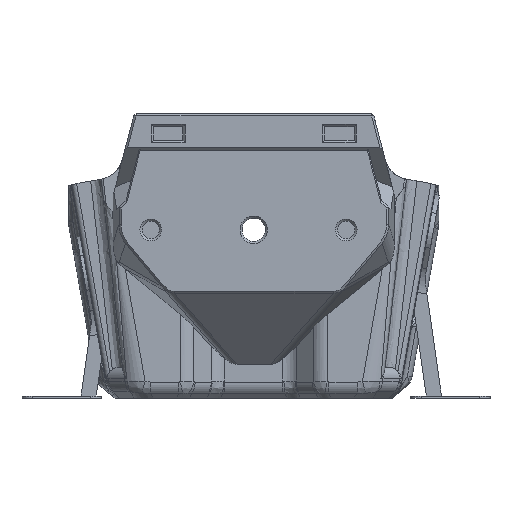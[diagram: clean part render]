
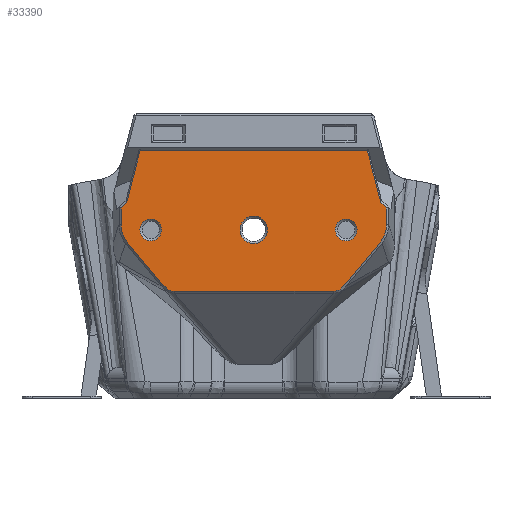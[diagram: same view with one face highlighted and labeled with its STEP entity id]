
A CAD part, front view. The second image highlights one B-rep face of the part: STEP entity #33390.
In plain terms, the highlighted planar face has unit normal (0, -1, 0).
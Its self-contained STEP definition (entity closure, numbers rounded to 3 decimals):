
#1422=B_SPLINE_CURVE_WITH_KNOTS('',3,(#59753,#59754,#59755,#59756),
 .UNSPECIFIED.,.F.,.F.,(4,4),(0.,0.001),
 .UNSPECIFIED.);
#1428=B_SPLINE_CURVE_WITH_KNOTS('',3,(#59813,#59814,#59815,#59816),
 .UNSPECIFIED.,.F.,.F.,(4,4),(0.,0.002),.UNSPECIFIED.);
#1433=B_SPLINE_CURVE_WITH_KNOTS('',3,(#59864,#59865,#59866,#59867),
 .UNSPECIFIED.,.F.,.F.,(4,4),(0.017,0.02),
 .UNSPECIFIED.);
#1437=B_SPLINE_CURVE_WITH_KNOTS('',3,(#59944,#59945,#59946,#59947),
 .UNSPECIFIED.,.F.,.F.,(4,4),(0.,0.001),
 .UNSPECIFIED.);
#1441=B_SPLINE_CURVE_WITH_KNOTS('',3,(#59987,#59988,#59989,#59990),
 .UNSPECIFIED.,.F.,.F.,(4,4),(0.,0.002),.UNSPECIFIED.);
#1446=B_SPLINE_CURVE_WITH_KNOTS('',3,(#60039,#60040,#60041,#60042),
 .UNSPECIFIED.,.F.,.F.,(4,4),(0.,0.004),.UNSPECIFIED.);
#2267=CIRCLE('',#36149,2.6);
#2268=CIRCLE('',#36180,2.05);
#2269=CIRCLE('',#36181,2.05);
#9868=ORIENTED_EDGE('',*,*,#16475,.T.);
#9869=ORIENTED_EDGE('',*,*,#16476,.T.);
#9870=ORIENTED_EDGE('',*,*,#16386,.T.);
#9871=ORIENTED_EDGE('',*,*,#16477,.T.);
#9872=ORIENTED_EDGE('',*,*,#13072,.T.);
#9873=ORIENTED_EDGE('',*,*,#16478,.F.);
#9874=ORIENTED_EDGE('',*,*,#16452,.F.);
#9875=ORIENTED_EDGE('',*,*,#16449,.T.);
#9876=ORIENTED_EDGE('',*,*,#16446,.F.);
#9877=ORIENTED_EDGE('',*,*,#16443,.F.);
#9878=ORIENTED_EDGE('',*,*,#16439,.F.);
#9879=ORIENTED_EDGE('',*,*,#16435,.F.);
#9880=ORIENTED_EDGE('',*,*,#16468,.F.);
#9881=ORIENTED_EDGE('',*,*,#16400,.T.);
#9882=ORIENTED_EDGE('',*,*,#16406,.T.);
#9883=ORIENTED_EDGE('',*,*,#16410,.T.);
#9884=ORIENTED_EDGE('',*,*,#16413,.T.);
#9885=ORIENTED_EDGE('',*,*,#16416,.F.);
#9886=ORIENTED_EDGE('',*,*,#16419,.T.);
#13072=EDGE_CURVE('',#18046,#18045,#21198,.T.);
#16386=EDGE_CURVE('',#20137,#20137,#2267,.F.);
#16400=EDGE_CURVE('',#20149,#20148,#1422,.T.);
#16406=EDGE_CURVE('',#20148,#20154,#1428,.T.);
#16410=EDGE_CURVE('',#20154,#20156,#23021,.T.);
#16413=EDGE_CURVE('',#20156,#20158,#1433,.T.);
#16416=EDGE_CURVE('',#20160,#20158,#23024,.F.);
#16419=EDGE_CURVE('',#20160,#20162,#23027,.T.);
#16435=EDGE_CURVE('',#20171,#20172,#1437,.T.);
#16439=EDGE_CURVE('',#20172,#20175,#1441,.T.);
#16443=EDGE_CURVE('',#20175,#20178,#23039,.T.);
#16446=EDGE_CURVE('',#20178,#20180,#1446,.T.);
#16449=EDGE_CURVE('',#20182,#20180,#23041,.F.);
#16452=EDGE_CURVE('',#20182,#20184,#23044,.T.);
#16468=EDGE_CURVE('',#20149,#20171,#23057,.T.);
#16475=EDGE_CURVE('',#20192,#20192,#2268,.T.);
#16476=EDGE_CURVE('',#20193,#20193,#2269,.T.);
#16477=EDGE_CURVE('',#20162,#18046,#23064,.T.);
#16478=EDGE_CURVE('',#20184,#18045,#23065,.T.);
#18045=VERTEX_POINT('',#45939);
#18046=VERTEX_POINT('',#45941);
#20137=VERTEX_POINT('',#59662);
#20148=VERTEX_POINT('',#59752);
#20149=VERTEX_POINT('',#59757);
#20154=VERTEX_POINT('',#59812);
#20156=VERTEX_POINT('',#59828);
#20158=VERTEX_POINT('',#59863);
#20160=VERTEX_POINT('',#59872);
#20162=VERTEX_POINT('',#59878);
#20171=VERTEX_POINT('',#59943);
#20172=VERTEX_POINT('',#59948);
#20175=VERTEX_POINT('',#59991);
#20178=VERTEX_POINT('',#60005);
#20180=VERTEX_POINT('',#60043);
#20182=VERTEX_POINT('',#60052);
#20184=VERTEX_POINT('',#60058);
#20192=VERTEX_POINT('',#60103);
#20193=VERTEX_POINT('',#60105);
#21198=LINE('',#45940,#24147);
#23021=LINE('',#59829,#25970);
#23024=LINE('',#59873,#25973);
#23027=LINE('',#59879,#25976);
#23039=LINE('',#60004,#25988);
#23041=LINE('',#60051,#25990);
#23044=LINE('',#60057,#25993);
#23057=LINE('',#60089,#26006);
#23064=LINE('',#60106,#26013);
#23065=LINE('',#60107,#26014);
#24147=VECTOR('',#37220,1000.);
#25970=VECTOR('',#42905,1000.);
#25973=VECTOR('',#42910,1000.);
#25976=VECTOR('',#42915,1000.);
#25988=VECTOR('',#42943,1000.);
#25990=VECTOR('',#42947,1000.);
#25993=VECTOR('',#42952,1000.);
#26006=VECTOR('',#42981,1000.);
#26013=VECTOR('',#43002,1000.);
#26014=VECTOR('',#43003,1000.);
#28347=EDGE_LOOP('',(#9868));
#28348=EDGE_LOOP('',(#9869));
#28349=EDGE_LOOP('',(#9870));
#28350=EDGE_LOOP('',(#9871,#9872,#9873,#9874,#9875,#9876,#9877,#9878,#9879,
#9880,#9881,#9882,#9883,#9884,#9885,#9886));
#30379=FACE_BOUND('',#28347,.T.);
#30380=FACE_BOUND('',#28348,.T.);
#30381=FACE_BOUND('',#28349,.T.);
#30382=FACE_BOUND('',#28350,.T.);
#31654=PLANE('',#36179);
#33390=ADVANCED_FACE('',(#30379,#30380,#30381,#30382),#31654,.T.);
#36149=AXIS2_PLACEMENT_3D('',#59661,#42888,#42889);
#36179=AXIS2_PLACEMENT_3D('',#60101,#42996,#42997);
#36180=AXIS2_PLACEMENT_3D('',#60102,#42998,#42999);
#36181=AXIS2_PLACEMENT_3D('',#60104,#43000,#43001);
#37220=DIRECTION('',(-1.,0.,0.));
#42888=DIRECTION('',(0.,-1.,0.));
#42889=DIRECTION('',(0.,0.,-1.));
#42905=DIRECTION('',(0.643,0.,0.766));
#42910=DIRECTION('',(0.,0.,1.));
#42915=DIRECTION('',(-0.714,0.,0.7));
#42943=DIRECTION('',(-0.643,0.,0.766));
#42947=DIRECTION('',(0.,0.,1.));
#42952=DIRECTION('',(0.714,0.,0.7));
#42981=DIRECTION('',(-1.,0.,0.));
#42996=DIRECTION('',(0.,-1.,0.));
#42997=DIRECTION('',(1.,0.,0.));
#42998=DIRECTION('',(0.,1.,0.));
#42999=DIRECTION('',(0.,0.,1.));
#43000=DIRECTION('',(0.,1.,0.));
#43001=DIRECTION('',(0.,0.,1.));
#43002=DIRECTION('',(-0.25,0.,0.968));
#43003=DIRECTION('',(0.25,0.,0.968));
#45939=CARTESIAN_POINT('',(-21.524,-30.914,46.796));
#45940=CARTESIAN_POINT('',(21.765,-30.914,46.796));
#45941=CARTESIAN_POINT('',(21.524,-30.914,46.796));
#59661=CARTESIAN_POINT('',(0.,-30.914,31.85));
#59662=CARTESIAN_POINT('',(0.,-30.914,29.25));
#59752=CARTESIAN_POINT('',(16.377,-30.914,20.624));
#59753=CARTESIAN_POINT('',(15.042,-30.914,20.209));
#59754=CARTESIAN_POINT('',(15.517,-30.914,20.209));
#59755=CARTESIAN_POINT('',(15.969,-30.914,20.384));
#59756=CARTESIAN_POINT('',(16.377,-30.914,20.624));
#59757=CARTESIAN_POINT('',(15.042,-30.914,20.209));
#59812=CARTESIAN_POINT('',(17.431,-30.914,21.735));
#59813=CARTESIAN_POINT('',(16.377,-30.914,20.624));
#59814=CARTESIAN_POINT('',(16.749,-30.914,20.974));
#59815=CARTESIAN_POINT('',(17.102,-30.914,21.344));
#59816=CARTESIAN_POINT('',(17.431,-30.914,21.735));
#59828=CARTESIAN_POINT('',(23.973,-30.914,29.532));
#59829=CARTESIAN_POINT('',(15.763,-30.914,19.748));
#59863=CARTESIAN_POINT('',(25.107,-30.914,32.789));
#59864=CARTESIAN_POINT('',(23.973,-30.914,29.532));
#59865=CARTESIAN_POINT('',(24.733,-30.914,30.439));
#59866=CARTESIAN_POINT('',(25.107,-30.914,31.616));
#59867=CARTESIAN_POINT('',(25.107,-30.914,32.789));
#59872=CARTESIAN_POINT('',(25.107,-30.914,35.993));
#59873=CARTESIAN_POINT('',(25.107,-30.914,32.976));
#59878=CARTESIAN_POINT('',(24.05,-30.914,37.028));
#59879=CARTESIAN_POINT('',(13.808,-30.914,47.065));
#59943=CARTESIAN_POINT('',(-15.042,-30.914,20.209));
#59944=CARTESIAN_POINT('',(-15.042,-30.914,20.209));
#59945=CARTESIAN_POINT('',(-15.517,-30.914,20.209));
#59946=CARTESIAN_POINT('',(-15.969,-30.914,20.384));
#59947=CARTESIAN_POINT('',(-16.377,-30.914,20.624));
#59948=CARTESIAN_POINT('',(-16.377,-30.914,20.624));
#59987=CARTESIAN_POINT('',(-16.377,-30.914,20.624));
#59988=CARTESIAN_POINT('',(-16.749,-30.914,20.974));
#59989=CARTESIAN_POINT('',(-17.102,-30.914,21.344));
#59990=CARTESIAN_POINT('',(-17.431,-30.914,21.735));
#59991=CARTESIAN_POINT('',(-17.431,-30.914,21.735));
#60004=CARTESIAN_POINT('',(-15.763,-30.914,19.748));
#60005=CARTESIAN_POINT('',(-23.973,-30.914,29.532));
#60039=CARTESIAN_POINT('',(-23.973,-30.914,29.532));
#60040=CARTESIAN_POINT('',(-24.732,-30.914,30.438));
#60041=CARTESIAN_POINT('',(-25.107,-30.914,31.609));
#60042=CARTESIAN_POINT('',(-25.107,-30.914,32.789));
#60043=CARTESIAN_POINT('',(-25.107,-30.914,32.789));
#60051=CARTESIAN_POINT('',(-25.107,-30.914,32.976));
#60052=CARTESIAN_POINT('',(-25.107,-30.914,35.993));
#60057=CARTESIAN_POINT('',(-13.808,-30.914,47.065));
#60058=CARTESIAN_POINT('',(-24.05,-30.914,37.028));
#60089=CARTESIAN_POINT('',(0.,-30.914,20.209));
#60101=CARTESIAN_POINT('',(0.,-30.914,33.146));
#60102=CARTESIAN_POINT('',(17.499,-30.914,31.853));
#60103=CARTESIAN_POINT('',(17.499,-30.914,33.903));
#60104=CARTESIAN_POINT('',(-19.501,-30.914,31.853));
#60105=CARTESIAN_POINT('',(-19.501,-30.914,33.903));
#60106=CARTESIAN_POINT('',(23.483,-30.914,39.22));
#60107=CARTESIAN_POINT('',(-23.525,-30.914,39.06));
